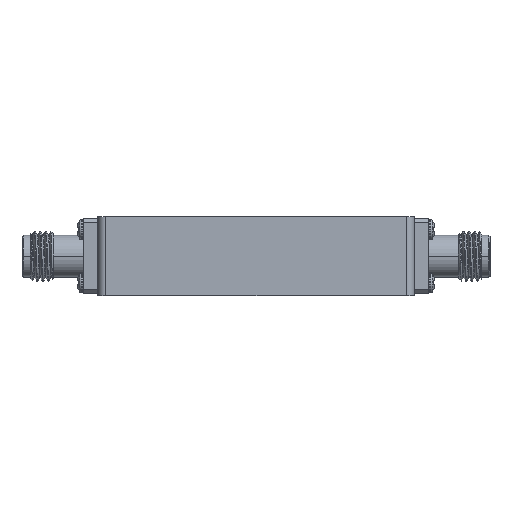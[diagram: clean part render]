
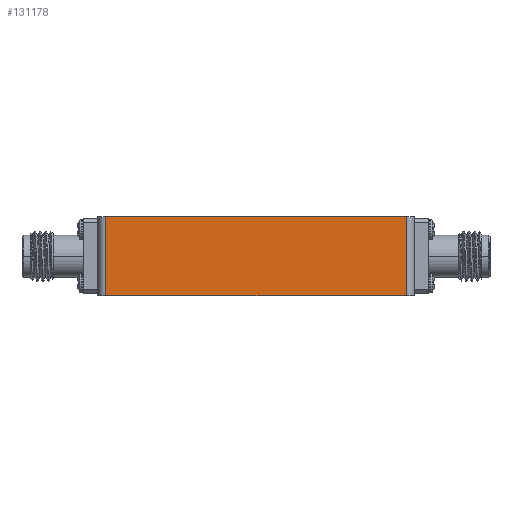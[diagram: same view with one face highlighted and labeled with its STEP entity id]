
A CAD part, left-side view. The second image highlights one B-rep face of the part: STEP entity #131178.
In plain terms, the highlighted planar face has unit normal (-1, 0, 0).
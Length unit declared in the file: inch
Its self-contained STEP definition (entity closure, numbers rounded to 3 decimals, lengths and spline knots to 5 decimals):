
#609 = VECTOR ( 'NONE', #109399, 39.37008 ) ;
#3454 = CARTESIAN_POINT ( 'NONE',  ( -2.04724, -0.7474, -0.19685 ) ) ;
#8145 = LINE ( 'NONE', #24662, #67391 ) ;
#9130 = LINE ( 'NONE', #168575, #144395 ) ;
#10337 = VERTEX_POINT ( 'NONE', #43520 ) ;
#24662 = CARTESIAN_POINT ( 'NONE',  ( -2.04724, -0.7874, -0.19685 ) ) ;
#26862 = EDGE_LOOP ( 'NONE', ( #105960, #112120, #96044, #47725 ) ) ;
#43111 = CARTESIAN_POINT ( 'NONE',  ( -2.04724, 0.7474, 0.19685 ) ) ;
#43520 = CARTESIAN_POINT ( 'NONE',  ( -2.04724, 0.7474, -0.19685 ) ) ;
#47725 = ORIENTED_EDGE ( 'NONE', *, *, #92663, .T. ) ;
#54798 = DIRECTION ( 'NONE',  ( 1., 0., 0. ) ) ;
#61974 = EDGE_CURVE ( 'NONE', #10337, #92311, #8145, .T. ) ;
#67391 = VECTOR ( 'NONE', #156139, 39.37008 ) ;
#86943 = DIRECTION ( 'NONE',  ( 0., 1., 0. ) ) ;
#87766 = VERTEX_POINT ( 'NONE', #153390 ) ;
#92311 = VERTEX_POINT ( 'NONE', #3454 ) ;
#92663 = EDGE_CURVE ( 'NONE', #92311, #87766, #93412, .T. ) ;
#92747 = AXIS2_PLACEMENT_3D ( 'NONE', #104497, #54798, #86943 ) ;
#93412 = LINE ( 'NONE', #123444, #109222 ) ;
#96044 = ORIENTED_EDGE ( 'NONE', *, *, #61974, .T. ) ;
#102471 = FACE_OUTER_BOUND ( 'NONE', #26862, .T. ) ;
#104497 = CARTESIAN_POINT ( 'NONE',  ( -2.04724, -0.7874, 0.19685 ) ) ;
#105960 = ORIENTED_EDGE ( 'NONE', *, *, #142612, .F. ) ;
#109222 = VECTOR ( 'NONE', #156541, 39.37008 ) ;
#109399 = DIRECTION ( 'NONE',  ( 0., 0., -1. ) ) ;
#112120 = ORIENTED_EDGE ( 'NONE', *, *, #173658, .T. ) ;
#118036 = CARTESIAN_POINT ( 'NONE',  ( -2.04724, 0.7474, 0.19685 ) ) ;
#123444 = CARTESIAN_POINT ( 'NONE',  ( -2.04724, -0.7474, 0.19685 ) ) ;
#131178 = ADVANCED_FACE ( 'NONE', ( #102471 ), #183164, .F. ) ;
#141470 = LINE ( 'NONE', #43111, #609 ) ;
#142612 = EDGE_CURVE ( 'NONE', #158663, #87766, #9130, .T. ) ;
#144395 = VECTOR ( 'NONE', #182065, 39.37008 ) ;
#153390 = CARTESIAN_POINT ( 'NONE',  ( -2.04724, -0.7474, 0.19685 ) ) ;
#156139 = DIRECTION ( 'NONE',  ( 0., -1., 0. ) ) ;
#156541 = DIRECTION ( 'NONE',  ( 0., 0., 1. ) ) ;
#158663 = VERTEX_POINT ( 'NONE', #118036 ) ;
#168575 = CARTESIAN_POINT ( 'NONE',  ( -2.04724, -0.7874, 0.19685 ) ) ;
#173658 = EDGE_CURVE ( 'NONE', #158663, #10337, #141470, .T. ) ;
#182065 = DIRECTION ( 'NONE',  ( 0., -1., 0. ) ) ;
#183164 = PLANE ( 'NONE',  #92747 ) ;
